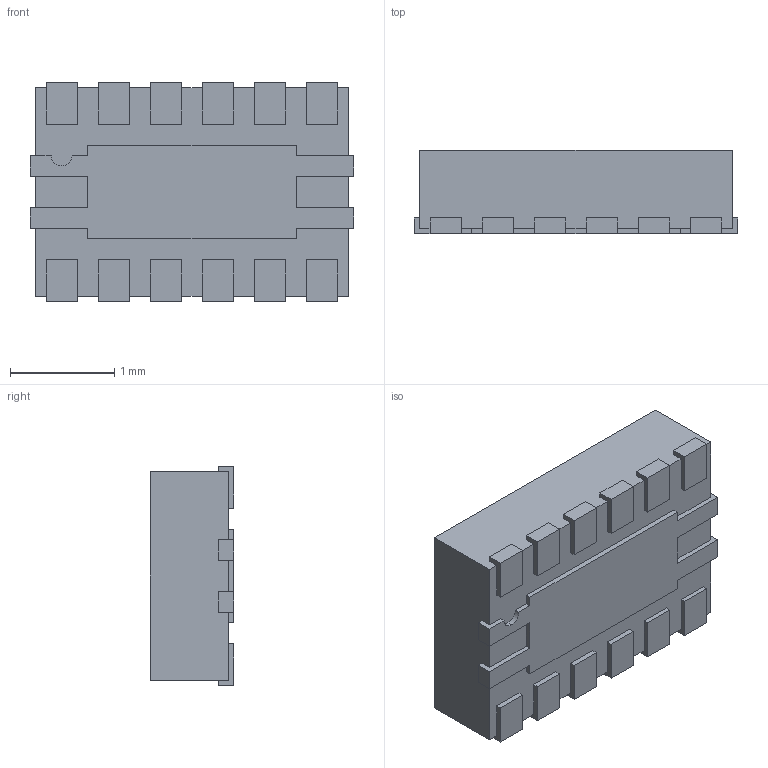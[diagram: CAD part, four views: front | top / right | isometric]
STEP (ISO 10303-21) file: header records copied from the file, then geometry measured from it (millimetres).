
FILE_DESCRIPTION (( 'STEP AP214' ), '1' );
FILE_NAME ('User Library-WSON12.STEP', '2019-03-02T00:00:13', ( '' ), ( '' ), 'SwSTEP 2.0', 'SolidWorks 2019', '' );
FILE_SCHEMA (( 'AUTOMOTIVE_DESIGN' ));
Length unit declared in the file: millimetre
Products named in the file (1): User Library-WSON12
Bounding box: 3.1 x 0.8 x 2.1 mm (x, y, z)
Volume: 4.7 mm3; surface area: 21.7 mm2
Topology: 1 solids, 1 shells, 192 faces, 546 edges, 364 vertices
Faces by surface type: plane 149, bspline 39, cylinder 4
Entity records: 8836 total; most frequent: CARTESIAN_POINT 3158, ORIENTED_EDGE 1092, DIRECTION 784, EDGE_CURVE 546, VECTOR 460, LINE 460, VERTEX_POINT 364, EDGE_LOOP 200
